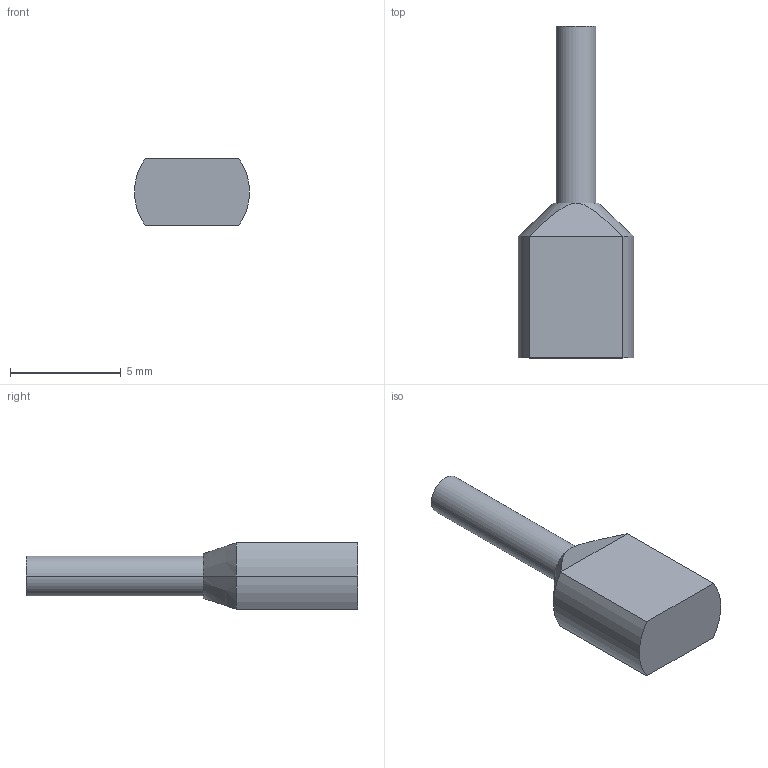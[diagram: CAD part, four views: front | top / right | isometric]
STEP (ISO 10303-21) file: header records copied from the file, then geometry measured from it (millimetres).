
FILE_DESCRIPTION(('HOOPS Exchange Step'),'2;1');
FILE_NAME('export-F560A2E6-1B09-4AD5-9800-E6BE2A9D9BF7.stp','2023-02-21T14:58:50+01:00',('Engineering'),('Alibre'),'HOOPS Exchange 2021.0','Alibre','Unknown authorisation');
FILE_SCHEMA( ('AP242_MANAGED_MODEL_BASED_3D_ENGINEERING_MIM_LF {1 0 10303 442 1 1 4 }') );
Length unit declared in the file: millimetre
Products named in the file (2): 6261-1 Twin Ferrule (Adereindhuls) White 0.5mm² (L=8mm); 6261 Twin Ferrule (Adereindhuls) White 0.5mm² (L=8mm)
Assembly tree (1 placements, depth 2):
  6261 Twin Ferrule (Adereindhuls) White 0.5mm² (L=8mm)
    6261-1 Twin Ferrule (Adereindhuls) White 0.5mm² (L=8mm)
Bounding box: 5.2 x 15 x 3 mm (x, y, z)
Volume: 113.8 mm3; surface area: 165.3 mm2
Topology: 1 solids, 1 shells, 17 faces, 34 edges, 20 vertices
Faces by surface type: plane 7, cylinder 6, cone 4
Entity records: 834 total; most frequent: CARTESIAN_POINT 400, DIRECTION 90, ORIENTED_EDGE 68, AXIS2_PLACEMENT_3D 38, EDGE_CURVE 34, VERTEX_POINT 20, EDGE_LOOP 18, FACE_BOUND 18
